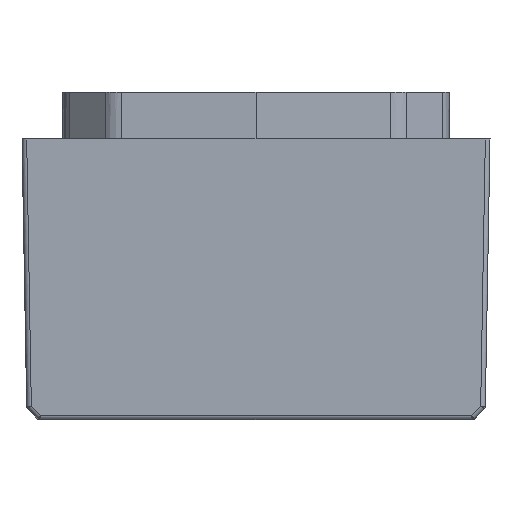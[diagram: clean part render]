
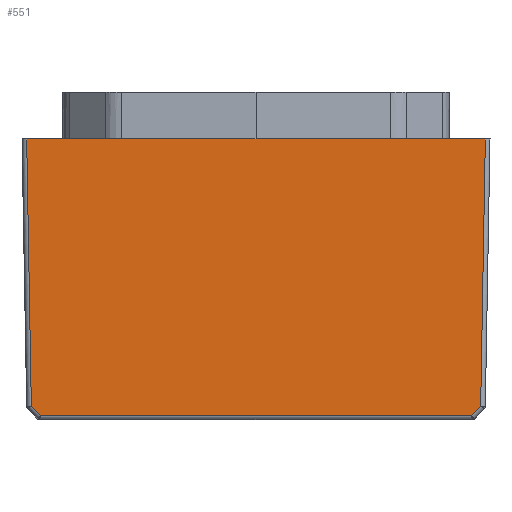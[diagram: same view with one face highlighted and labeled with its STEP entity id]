
A CAD part, front view. The second image highlights one B-rep face of the part: STEP entity #551.
In plain terms, the highlighted planar face has unit normal (0, -1, -0.018).
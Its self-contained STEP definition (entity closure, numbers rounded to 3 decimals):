
#551 = ADVANCED_FACE ( 'NONE', ( #4560 ), #5754, .T. ) ;
#2294 = AXIS2_PLACEMENT_3D ( 'NONE', #5755, #5759, #5760 ) ;
#3068 = VERTEX_POINT ( 'NONE', #12115 ) ;
#3097 = VERTEX_POINT ( 'NONE', #12144 ) ;
#4560 = FACE_OUTER_BOUND ( 'NONE', #7785, .T. ) ;
#5754 = PLANE ( 'NONE',  #2294 ) ;
#5755 = CARTESIAN_POINT ( 'NONE',  ( -100., -150., 0. ) ) ;
#5759 = DIRECTION ( 'NONE',  ( 0., -1., -0.017 ) ) ;
#5760 = DIRECTION ( 'NONE',  ( 0., 0.017, -1. ) ) ;
#7785 = EDGE_LOOP ( 'NONE', ( #18103, #18104, #18105, #18106, #18107, #18108 ) ) ;
#8358 = EDGE_CURVE ( 'NONE', #3097, #3068, #10987, .T. ) ;
#8533 = EDGE_CURVE ( 'NONE', #13186, #13188, #11269, .T. ) ;
#8534 = EDGE_CURVE ( 'NONE', #13188, #13192, #11265, .T. ) ;
#8535 = EDGE_CURVE ( 'NONE', #13192, #3068, #11273, .T. ) ;
#8536 = EDGE_CURVE ( 'NONE', #3097, #13191, #11275, .T. ) ;
#8537 = EDGE_CURVE ( 'NONE', #13191, #13186, #11277, .T. ) ;
#10987 = LINE ( 'NONE', #12676, #10988 ) ;
#10988 = VECTOR ( 'NONE', #12678, 1000. ) ;
#11265 = LINE ( 'NONE', #13717, #11274 ) ;
#11269 = LINE ( 'NONE', #13739, #11272 ) ;
#11272 = VECTOR ( 'NONE', #13743, 1000. ) ;
#11273 = LINE ( 'NONE', #13748, #11276 ) ;
#11274 = VECTOR ( 'NONE', #13745, 1000. ) ;
#11275 = LINE ( 'NONE', #13753, #11278 ) ;
#11276 = VECTOR ( 'NONE', #13751, 1000. ) ;
#11277 = LINE ( 'NONE', #13757, #11280 ) ;
#11278 = VECTOR ( 'NONE', #13756, 1000. ) ;
#11280 = VECTOR ( 'NONE', #13760, 1000. ) ;
#12115 = CARTESIAN_POINT ( 'NONE',  ( 98., -150., 0. ) ) ;
#12144 = CARTESIAN_POINT ( 'NONE',  ( -98., -150., 0. ) ) ;
#12676 = CARTESIAN_POINT ( 'NONE',  ( -100., -150., 0. ) ) ;
#12678 = DIRECTION ( 'NONE',  ( 1., 0., 0. ) ) ;
#13186 = VERTEX_POINT ( 'NONE', #14301 ) ;
#13188 = VERTEX_POINT ( 'NONE', #14305 ) ;
#13191 = VERTEX_POINT ( 'NONE', #14310 ) ;
#13192 = VERTEX_POINT ( 'NONE', #14312 ) ;
#13717 = CARTESIAN_POINT ( 'NONE',  ( 55.08, -147.294, -155.032 ) ) ;
#13739 = CARTESIAN_POINT ( 'NONE',  ( -100., -147.94, -118.035 ) ) ;
#13743 = DIRECTION ( 'NONE',  ( 1., 0., 0. ) ) ;
#13745 = DIRECTION ( 'NONE',  ( 0.707, -0.012, 0.707 ) ) ;
#13748 = CARTESIAN_POINT ( 'NONE',  ( 97.94, -149.94, -3.454 ) ) ;
#13751 = DIRECTION ( 'NONE',  ( 0.017, -0.017, 1. ) ) ;
#13753 = CARTESIAN_POINT ( 'NONE',  ( -98.001, -150.001, 0.035 ) ) ;
#13756 = DIRECTION ( 'NONE',  ( 0.017, 0.017, -1. ) ) ;
#13757 = CARTESIAN_POINT ( 'NONE',  ( -155.064, -149.039, -55.048 ) ) ;
#13760 = DIRECTION ( 'NONE',  ( 0.707, 0.012, -0.707 ) ) ;
#14301 = CARTESIAN_POINT ( 'NONE',  ( -92.077, -147.94, -118.035 ) ) ;
#14305 = CARTESIAN_POINT ( 'NONE',  ( 92.077, -147.94, -118.035 ) ) ;
#14310 = CARTESIAN_POINT ( 'NONE',  ( -96.009, -148.008, -114.103 ) ) ;
#14312 = CARTESIAN_POINT ( 'NONE',  ( 96.009, -148.008, -114.103 ) ) ;
#18103 = ORIENTED_EDGE ( 'NONE', *, *, #8533, .T. ) ;
#18104 = ORIENTED_EDGE ( 'NONE', *, *, #8534, .T. ) ;
#18105 = ORIENTED_EDGE ( 'NONE', *, *, #8535, .T. ) ;
#18106 = ORIENTED_EDGE ( 'NONE', *, *, #8358, .F. ) ;
#18107 = ORIENTED_EDGE ( 'NONE', *, *, #8536, .T. ) ;
#18108 = ORIENTED_EDGE ( 'NONE', *, *, #8537, .T. ) ;
